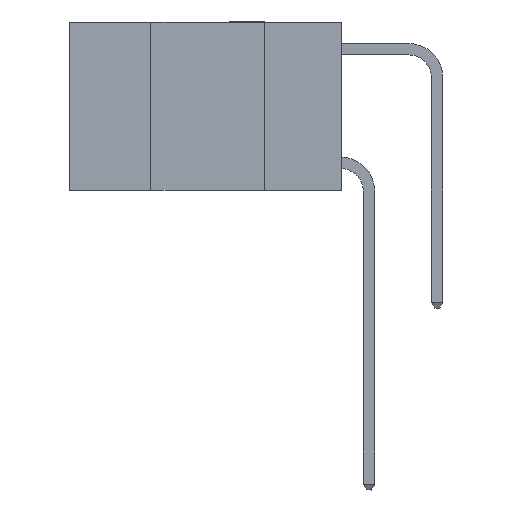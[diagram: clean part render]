
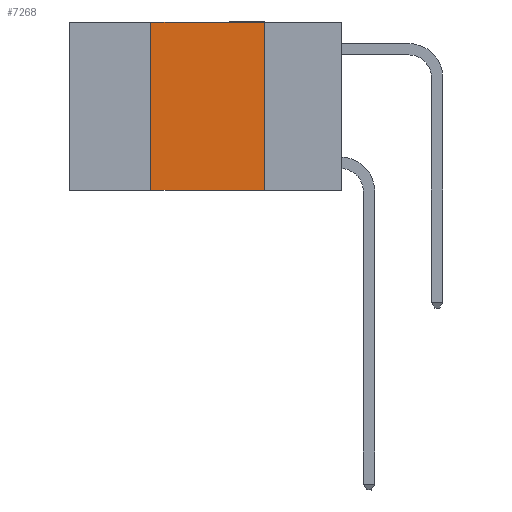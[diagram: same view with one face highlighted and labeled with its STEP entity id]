
A CAD part, left-side view. The second image highlights one B-rep face of the part: STEP entity #7268.
In plain terms, the highlighted planar face has unit normal (-1, 0, 0).
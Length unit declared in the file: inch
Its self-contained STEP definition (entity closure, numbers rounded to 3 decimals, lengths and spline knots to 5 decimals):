
#180 = DIRECTION ( 'NONE',  ( 0., 0., 1. ) ) ;
#328 = LINE ( 'NONE', #7782, #8596 ) ;
#809 = VECTOR ( 'NONE', #9420, 39.37008 ) ;
#1020 = EDGE_CURVE ( 'NONE', #7911, #10046, #5147, .T. ) ;
#1353 = ORIENTED_EDGE ( 'NONE', *, *, #1894, .F. ) ;
#1437 = VECTOR ( 'NONE', #180, 39.37008 ) ;
#1894 = EDGE_CURVE ( 'NONE', #10046, #8332, #328, .T. ) ;
#1942 = EDGE_CURVE ( 'NONE', #6622, #7911, #3580, .T. ) ;
#2018 = EDGE_CURVE ( 'NONE', #6622, #8332, #10143, .T. ) ;
#2556 = PLANE ( 'NONE',  #9559 ) ;
#2927 = CARTESIAN_POINT ( 'NONE',  ( 0., 0.17, 0. ) ) ;
#3312 = DIRECTION ( 'NONE',  ( 1., 0., 0. ) ) ;
#3580 = LINE ( 'NONE', #4277, #1437 ) ;
#4066 = CARTESIAN_POINT ( 'NONE',  ( 0., 0.42, 0. ) ) ;
#4277 = CARTESIAN_POINT ( 'NONE',  ( 0., 0.42, 0. ) ) ;
#5147 = LINE ( 'NONE', #7907, #809 ) ;
#5332 = ORIENTED_EDGE ( 'NONE', *, *, #2018, .T. ) ;
#6091 = ORIENTED_EDGE ( 'NONE', *, *, #1942, .F. ) ;
#6313 = EDGE_LOOP ( 'NONE', ( #1353, #6692, #6091, #5332 ) ) ;
#6515 = CARTESIAN_POINT ( 'NONE',  ( 0., 0.6, 0. ) ) ;
#6569 = CARTESIAN_POINT ( 'NONE',  ( 0., 0.17, -0.37 ) ) ;
#6622 = VERTEX_POINT ( 'NONE', #9028 ) ;
#6692 = ORIENTED_EDGE ( 'NONE', *, *, #1020, .F. ) ;
#7268 = ADVANCED_FACE ( 'NONE', ( #8653 ), #2556, .F. ) ;
#7782 = CARTESIAN_POINT ( 'NONE',  ( 0., 0.17, 0. ) ) ;
#7907 = CARTESIAN_POINT ( 'NONE',  ( 0., 0.6, 0. ) ) ;
#7911 = VERTEX_POINT ( 'NONE', #4066 ) ;
#8223 = VECTOR ( 'NONE', #8235, 39.37008 ) ;
#8235 = DIRECTION ( 'NONE',  ( 0., -1., 0. ) ) ;
#8332 = VERTEX_POINT ( 'NONE', #6569 ) ;
#8596 = VECTOR ( 'NONE', #9687, 39.37008 ) ;
#8653 = FACE_OUTER_BOUND ( 'NONE', #6313, .T. ) ;
#8909 = DIRECTION ( 'NONE',  ( 0., 0., -1. ) ) ;
#9028 = CARTESIAN_POINT ( 'NONE',  ( 0., 0.42, -0.37 ) ) ;
#9420 = DIRECTION ( 'NONE',  ( 0., -1., 0. ) ) ;
#9559 = AXIS2_PLACEMENT_3D ( 'NONE', #6515, #3312, #8909 ) ;
#9687 = DIRECTION ( 'NONE',  ( 0., 0., -1. ) ) ;
#9914 = CARTESIAN_POINT ( 'NONE',  ( 0., 0.6, -0.37 ) ) ;
#10046 = VERTEX_POINT ( 'NONE', #2927 ) ;
#10143 = LINE ( 'NONE', #9914, #8223 ) ;
